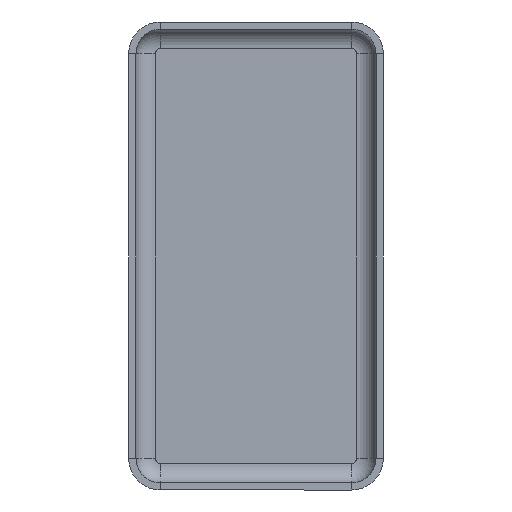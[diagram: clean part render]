
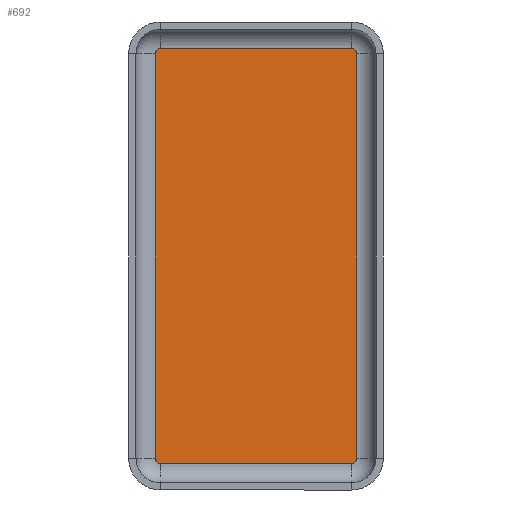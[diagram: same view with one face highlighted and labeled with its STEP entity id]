
A CAD part, front view. The second image highlights one B-rep face of the part: STEP entity #692.
In plain terms, the highlighted planar face has unit normal (0, -1, 0).
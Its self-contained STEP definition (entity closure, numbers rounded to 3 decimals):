
#15 = AXIS2_PLACEMENT_3D ( 'NONE', #678, #125, #584 ) ;
#33 = DIRECTION ( 'NONE',  ( -1., 0., 0. ) ) ;
#35 = VERTEX_POINT ( 'NONE', #483 ) ;
#42 = DIRECTION ( 'NONE',  ( 0., 1., 0. ) ) ;
#43 = CARTESIAN_POINT ( 'NONE',  ( 3.95, -0.3, 8.35 ) ) ;
#49 = DIRECTION ( 'NONE',  ( 1., 0., 0. ) ) ;
#66 = ORIENTED_EDGE ( 'NONE', *, *, #969, .F. ) ;
#84 = DIRECTION ( 'NONE',  ( 0., 0., 1. ) ) ;
#93 = EDGE_CURVE ( 'NONE', #404, #938, #538, .T. ) ;
#94 = AXIS2_PLACEMENT_3D ( 'NONE', #43, #1063, #139 ) ;
#123 = AXIS2_PLACEMENT_3D ( 'NONE', #944, #42, #582 ) ;
#125 = DIRECTION ( 'NONE',  ( 0., 1., 0. ) ) ;
#139 = DIRECTION ( 'NONE',  ( 0., 0., -1. ) ) ;
#153 = LINE ( 'NONE', #409, #545 ) ;
#156 = VECTOR ( 'NONE', #33, 1000. ) ;
#163 = EDGE_CURVE ( 'NONE', #1094, #35, #435, .T. ) ;
#183 = EDGE_CURVE ( 'NONE', #35, #187, #287, .T. ) ;
#187 = VERTEX_POINT ( 'NONE', #1065 ) ;
#199 = CARTESIAN_POINT ( 'NONE',  ( -3.95, -0.3, -8.35 ) ) ;
#205 = DIRECTION ( 'NONE',  ( 0., 1., 0. ) ) ;
#234 = AXIS2_PLACEMENT_3D ( 'NONE', #797, #903, #84 ) ;
#243 = AXIS2_PLACEMENT_3D ( 'NONE', #199, #205, #1044 ) ;
#247 = VERTEX_POINT ( 'NONE', #265 ) ;
#265 = CARTESIAN_POINT ( 'NONE',  ( 3.95, -0.3, -8.55 ) ) ;
#276 = VERTEX_POINT ( 'NONE', #625 ) ;
#281 = LINE ( 'NONE', #292, #156 ) ;
#287 = LINE ( 'NONE', #820, #1132 ) ;
#292 = CARTESIAN_POINT ( 'NONE',  ( 3.95, -0.3, -8.55 ) ) ;
#298 = VERTEX_POINT ( 'NONE', #1168 ) ;
#301 = EDGE_CURVE ( 'NONE', #298, #404, #870, .T. ) ;
#313 = ORIENTED_EDGE ( 'NONE', *, *, #452, .F. ) ;
#354 = DIRECTION ( 'NONE',  ( 0., 0., 1. ) ) ;
#372 = CARTESIAN_POINT ( 'NONE',  ( -4.15, -0.3, 8.35 ) ) ;
#389 = CARTESIAN_POINT ( 'NONE',  ( -3.95, -0.3, 8.55 ) ) ;
#404 = VERTEX_POINT ( 'NONE', #372 ) ;
#409 = CARTESIAN_POINT ( 'NONE',  ( -3.95, -0.3, 8.55 ) ) ;
#418 = ORIENTED_EDGE ( 'NONE', *, *, #992, .F. ) ;
#435 = CIRCLE ( 'NONE', #234, 0.2 ) ;
#452 = EDGE_CURVE ( 'NONE', #247, #276, #281, .T. ) ;
#483 = CARTESIAN_POINT ( 'NONE',  ( 4.15, -0.3, 8.35 ) ) ;
#512 = CARTESIAN_POINT ( 'NONE',  ( 3.95, -0.3, 8.55 ) ) ;
#538 = CIRCLE ( 'NONE', #15, 0.2 ) ;
#545 = VECTOR ( 'NONE', #49, 1000. ) ;
#563 = ORIENTED_EDGE ( 'NONE', *, *, #301, .F. ) ;
#582 = DIRECTION ( 'NONE',  ( 0., 0., 1. ) ) ;
#584 = DIRECTION ( 'NONE',  ( 0., 0., 1. ) ) ;
#586 = PLANE ( 'NONE',  #94 ) ;
#617 = FACE_OUTER_BOUND ( 'NONE', #782, .T. ) ;
#625 = CARTESIAN_POINT ( 'NONE',  ( -3.95, -0.3, -8.55 ) ) ;
#678 = CARTESIAN_POINT ( 'NONE',  ( -3.95, -0.3, 8.35 ) ) ;
#684 = ORIENTED_EDGE ( 'NONE', *, *, #183, .F. ) ;
#692 = ADVANCED_FACE ( 'NONE', ( #617 ), #586, .T. ) ;
#727 = CARTESIAN_POINT ( 'NONE',  ( -4.15, -0.3, -8.35 ) ) ;
#758 = ORIENTED_EDGE ( 'NONE', *, *, #1070, .F. ) ;
#782 = EDGE_LOOP ( 'NONE', ( #1095, #758, #845, #563, #66, #313, #418, #684 ) ) ;
#797 = CARTESIAN_POINT ( 'NONE',  ( 3.95, -0.3, 8.35 ) ) ;
#820 = CARTESIAN_POINT ( 'NONE',  ( 4.15, -0.3, 8.35 ) ) ;
#845 = ORIENTED_EDGE ( 'NONE', *, *, #93, .F. ) ;
#870 = LINE ( 'NONE', #727, #1099 ) ;
#884 = CIRCLE ( 'NONE', #243, 0.2 ) ;
#903 = DIRECTION ( 'NONE',  ( 0., 1., 0. ) ) ;
#938 = VERTEX_POINT ( 'NONE', #389 ) ;
#944 = CARTESIAN_POINT ( 'NONE',  ( 3.95, -0.3, -8.35 ) ) ;
#969 = EDGE_CURVE ( 'NONE', #276, #298, #884, .T. ) ;
#992 = EDGE_CURVE ( 'NONE', #187, #247, #1003, .T. ) ;
#1003 = CIRCLE ( 'NONE', #123, 0.2 ) ;
#1024 = DIRECTION ( 'NONE',  ( 0., 0., -1. ) ) ;
#1044 = DIRECTION ( 'NONE',  ( 0., 0., 1. ) ) ;
#1063 = DIRECTION ( 'NONE',  ( 0., -1., 0. ) ) ;
#1065 = CARTESIAN_POINT ( 'NONE',  ( 4.15, -0.3, -8.35 ) ) ;
#1070 = EDGE_CURVE ( 'NONE', #938, #1094, #153, .T. ) ;
#1094 = VERTEX_POINT ( 'NONE', #512 ) ;
#1095 = ORIENTED_EDGE ( 'NONE', *, *, #163, .F. ) ;
#1099 = VECTOR ( 'NONE', #354, 1000. ) ;
#1132 = VECTOR ( 'NONE', #1024, 1000. ) ;
#1168 = CARTESIAN_POINT ( 'NONE',  ( -4.15, -0.3, -8.35 ) ) ;
